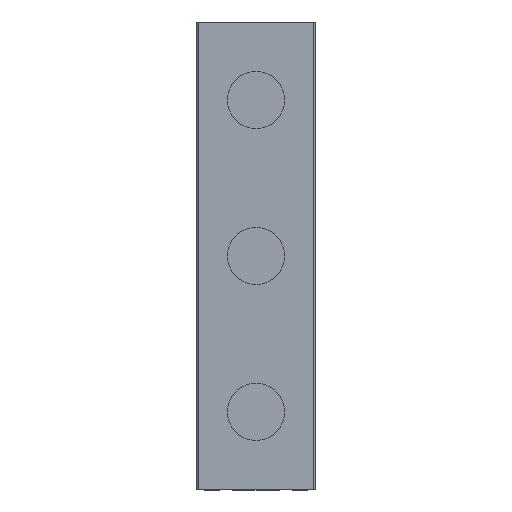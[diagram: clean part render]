
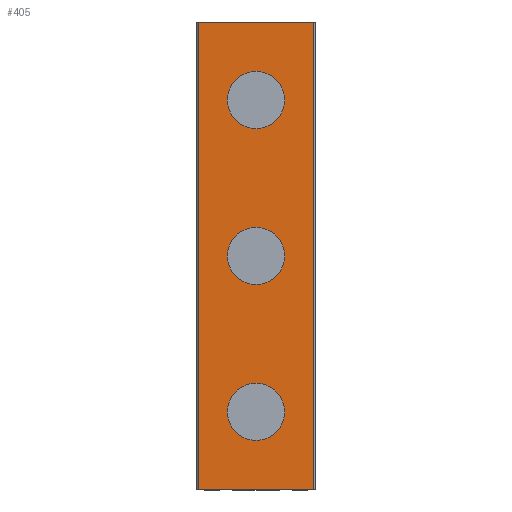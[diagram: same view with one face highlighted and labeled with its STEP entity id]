
A CAD part, top view. The second image highlights one B-rep face of the part: STEP entity #405.
In plain terms, the highlighted planar face has unit normal (0, 0, 1).
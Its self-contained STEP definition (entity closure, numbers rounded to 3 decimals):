
#405=ADVANCED_FACE('',(#839,#840,#841,#842),#843,.T.);
#839=FACE_BOUND('',#1292,.T.);
#840=FACE_BOUND('',#1293,.T.);
#841=FACE_BOUND('',#1294,.T.);
#842=FACE_OUTER_BOUND('',#1295,.T.);
#843=PLANE('',#1296);
#1292=EDGE_LOOP('',(#2511,#2512));
#1293=EDGE_LOOP('',(#2513,#2514));
#1294=EDGE_LOOP('',(#2515,#2516));
#1295=EDGE_LOOP('',(#2517,#2518,#2519,#2520));
#1296=AXIS2_PLACEMENT_3D('',#2521,#2522,#2523);
#2511=ORIENTED_EDGE('',*,*,#2752,.T.);
#2512=ORIENTED_EDGE('',*,*,#3135,.T.);
#2513=ORIENTED_EDGE('',*,*,#2742,.T.);
#2514=ORIENTED_EDGE('',*,*,#3141,.T.);
#2515=ORIENTED_EDGE('',*,*,#2732,.T.);
#2516=ORIENTED_EDGE('',*,*,#3147,.T.);
#2517=ORIENTED_EDGE('',*,*,#3108,.T.);
#2518=ORIENTED_EDGE('',*,*,#3206,.F.);
#2519=ORIENTED_EDGE('',*,*,#2969,.T.);
#2520=ORIENTED_EDGE('',*,*,#3204,.T.);
#2521=CARTESIAN_POINT('',(0.,90.0,23.6));
#2522=DIRECTION('',(0.0,0.0,1.0));
#2523=DIRECTION('',(-1.0,0.0,0.0));
#2732=EDGE_CURVE('',#3270,#3267,#3271,.T.);
#2742=EDGE_CURVE('',#3288,#3285,#3289,.T.);
#2752=EDGE_CURVE('',#3306,#3303,#3307,.T.);
#2969=EDGE_CURVE('',#3640,#3638,#3641,.T.);
#3108=EDGE_CURVE('',#3873,#3871,#3874,.T.);
#3135=EDGE_CURVE('',#3303,#3306,#3925,.T.);
#3141=EDGE_CURVE('',#3285,#3288,#3931,.T.);
#3147=EDGE_CURVE('',#3267,#3270,#3937,.T.);
#3204=EDGE_CURVE('',#3638,#3873,#3994,.T.);
#3206=EDGE_CURVE('',#3640,#3871,#3996,.T.);
#3267=VERTEX_POINT('',#4059);
#3270=VERTEX_POINT('',#4063);
#3271=CIRCLE('',#4064,5.5);
#3285=VERTEX_POINT('',#4081);
#3288=VERTEX_POINT('',#4085);
#3289=CIRCLE('',#4086,5.5);
#3303=VERTEX_POINT('',#4103);
#3306=VERTEX_POINT('',#4107);
#3307=CIRCLE('',#4108,5.5);
#3638=VERTEX_POINT('',#4576);
#3640=VERTEX_POINT('',#4579);
#3641=LINE('',#4580,#4581);
#3871=VERTEX_POINT('',#4906);
#3873=VERTEX_POINT('',#4909);
#3874=LINE('',#4910,#4911);
#3925=CIRCLE('',#4978,5.5);
#3931=CIRCLE('',#4984,5.5);
#3937=CIRCLE('',#4990,5.5);
#3994=LINE('',#5073,#5074);
#3996=LINE('',#5076,#5077);
#4059=CARTESIAN_POINT('',(5.5,15.0,23.6));
#4063=CARTESIAN_POINT('',(-5.5,15.0,23.6));
#4064=AXIS2_PLACEMENT_3D('',#5161,#5162,#5163);
#4081=CARTESIAN_POINT('',(5.5,45.0,23.6));
#4085=CARTESIAN_POINT('',(-5.5,45.0,23.6));
#4086=AXIS2_PLACEMENT_3D('',#5177,#5178,#5179);
#4103=CARTESIAN_POINT('',(5.5,75.0,23.6));
#4107=CARTESIAN_POINT('',(-5.5,75.0,23.6));
#4108=AXIS2_PLACEMENT_3D('',#5193,#5194,#5195);
#4576=CARTESIAN_POINT('',(-11.1,90.0,23.6));
#4579=CARTESIAN_POINT('',(11.1,90.0,23.6));
#4580=CARTESIAN_POINT('',(11.1,90.0,23.6));
#4581=VECTOR('',#5409,1.0);
#4906=CARTESIAN_POINT('',(11.1,0.0,23.6));
#4909=CARTESIAN_POINT('',(-11.1,0.0,23.6));
#4910=CARTESIAN_POINT('',(11.1,0.0,23.6));
#4911=VECTOR('',#5560,1.0);
#4978=AXIS2_PLACEMENT_3D('',#5604,#5605,#5606);
#4984=AXIS2_PLACEMENT_3D('',#5613,#5614,#5615);
#4990=AXIS2_PLACEMENT_3D('',#5622,#5623,#5624);
#5073=CARTESIAN_POINT('',(-11.1,90.0,23.6));
#5074=VECTOR('',#5657,1.0);
#5076=CARTESIAN_POINT('',(11.1,90.0,23.6));
#5077=VECTOR('',#5658,1.0);
#5161=CARTESIAN_POINT('',(0.0,15.0,23.6));
#5162=DIRECTION('',(0.0,0.0,-1.0));
#5163=DIRECTION('',(1.0,0.0,0.0));
#5177=CARTESIAN_POINT('',(0.0,45.0,23.6));
#5178=DIRECTION('',(0.0,0.0,-1.0));
#5179=DIRECTION('',(1.0,0.0,0.0));
#5193=CARTESIAN_POINT('',(0.0,75.0,23.6));
#5194=DIRECTION('',(0.0,0.0,-1.0));
#5195=DIRECTION('',(1.0,0.0,0.0));
#5409=DIRECTION('',(-1.0,0.0,0.0));
#5560=DIRECTION('',(1.0,0.0,0.0));
#5604=CARTESIAN_POINT('',(0.0,75.0,23.6));
#5605=DIRECTION('',(0.0,0.0,-1.0));
#5606=DIRECTION('',(1.0,0.0,0.0));
#5613=CARTESIAN_POINT('',(0.0,45.0,23.6));
#5614=DIRECTION('',(0.0,0.0,-1.0));
#5615=DIRECTION('',(1.0,0.0,0.0));
#5622=CARTESIAN_POINT('',(0.0,15.0,23.6));
#5623=DIRECTION('',(0.0,0.0,-1.0));
#5624=DIRECTION('',(1.0,0.0,0.0));
#5657=DIRECTION('',(0.0,-1.0,0.0));
#5658=DIRECTION('',(0.0,-1.0,0.0));
